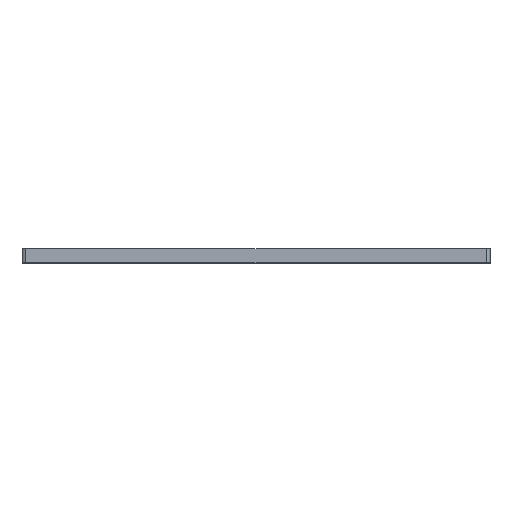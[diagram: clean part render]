
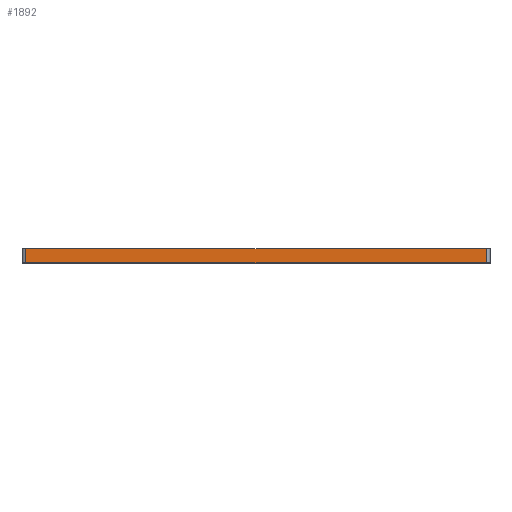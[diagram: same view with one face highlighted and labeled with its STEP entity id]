
A CAD part, top view. The second image highlights one B-rep face of the part: STEP entity #1892.
In plain terms, the highlighted planar face has unit normal (0, 0, 1).
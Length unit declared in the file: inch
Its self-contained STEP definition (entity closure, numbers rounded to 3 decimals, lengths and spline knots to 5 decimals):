
#52 = PLANE ( 'NONE',  #1801 ) ;
#136 = EDGE_CURVE ( 'NONE', #611, #495, #1328, .T. ) ;
#370 = CARTESIAN_POINT ( 'NONE',  ( 0., 0., 0.75 ) ) ;
#429 = CARTESIAN_POINT ( 'NONE',  ( -0.725, 0.09, 0.75 ) ) ;
#495 = VERTEX_POINT ( 'NONE', #2069 ) ;
#611 = VERTEX_POINT ( 'NONE', #3732 ) ;
#797 = VECTOR ( 'NONE', #1147, 39.37008 ) ;
#918 = VECTOR ( 'NONE', #1933, 39.37008 ) ;
#941 = LINE ( 'NONE', #4355, #3063 ) ;
#1010 = DIRECTION ( 'NONE',  ( 0., 1., 0. ) ) ;
#1068 = FACE_OUTER_BOUND ( 'NONE', #3261, .T. ) ;
#1147 = DIRECTION ( 'NONE',  ( 1., 0., 0. ) ) ;
#1226 = DIRECTION ( 'NONE',  ( -1., 0., 0. ) ) ;
#1328 = LINE ( 'NONE', #2626, #4388 ) ;
#1442 = ORIENTED_EDGE ( 'NONE', *, *, #2412, .T. ) ;
#1443 = EDGE_CURVE ( 'NONE', #3198, #495, #941, .T. ) ;
#1564 = DIRECTION ( 'NONE',  ( 1., 0., 0. ) ) ;
#1605 = CARTESIAN_POINT ( 'NONE',  ( 0., 0.09, 0.75 ) ) ;
#1793 = ORIENTED_EDGE ( 'NONE', *, *, #3637, .T. ) ;
#1801 = AXIS2_PLACEMENT_3D ( 'NONE', #1605, #3601, #1226 ) ;
#1892 = ADVANCED_FACE ( 'NONE', ( #1068 ), #52, .F. ) ;
#1933 = DIRECTION ( 'NONE',  ( 0., -1., 0. ) ) ;
#2069 = CARTESIAN_POINT ( 'NONE',  ( 2.225, 0.09, 0.75 ) ) ;
#2412 = EDGE_CURVE ( 'NONE', #3198, #3896, #4088, .T. ) ;
#2626 = CARTESIAN_POINT ( 'NONE',  ( 2.225, 0.09, 0.75 ) ) ;
#2767 = ORIENTED_EDGE ( 'NONE', *, *, #136, .T. ) ;
#2904 = LINE ( 'NONE', #370, #797 ) ;
#3063 = VECTOR ( 'NONE', #1564, 39.37008 ) ;
#3198 = VERTEX_POINT ( 'NONE', #429 ) ;
#3261 = EDGE_LOOP ( 'NONE', ( #3425, #1442, #1793, #2767 ) ) ;
#3425 = ORIENTED_EDGE ( 'NONE', *, *, #1443, .F. ) ;
#3601 = DIRECTION ( 'NONE',  ( 0., 0., -1. ) ) ;
#3637 = EDGE_CURVE ( 'NONE', #3896, #611, #2904, .T. ) ;
#3732 = CARTESIAN_POINT ( 'NONE',  ( 2.225, 0., 0.75 ) ) ;
#3896 = VERTEX_POINT ( 'NONE', #4492 ) ;
#4088 = LINE ( 'NONE', #4328, #918 ) ;
#4328 = CARTESIAN_POINT ( 'NONE',  ( -0.725, 0., 0.75 ) ) ;
#4355 = CARTESIAN_POINT ( 'NONE',  ( 0., 0.09, 0.75 ) ) ;
#4388 = VECTOR ( 'NONE', #1010, 39.37008 ) ;
#4492 = CARTESIAN_POINT ( 'NONE',  ( -0.725, 0., 0.75 ) ) ;
